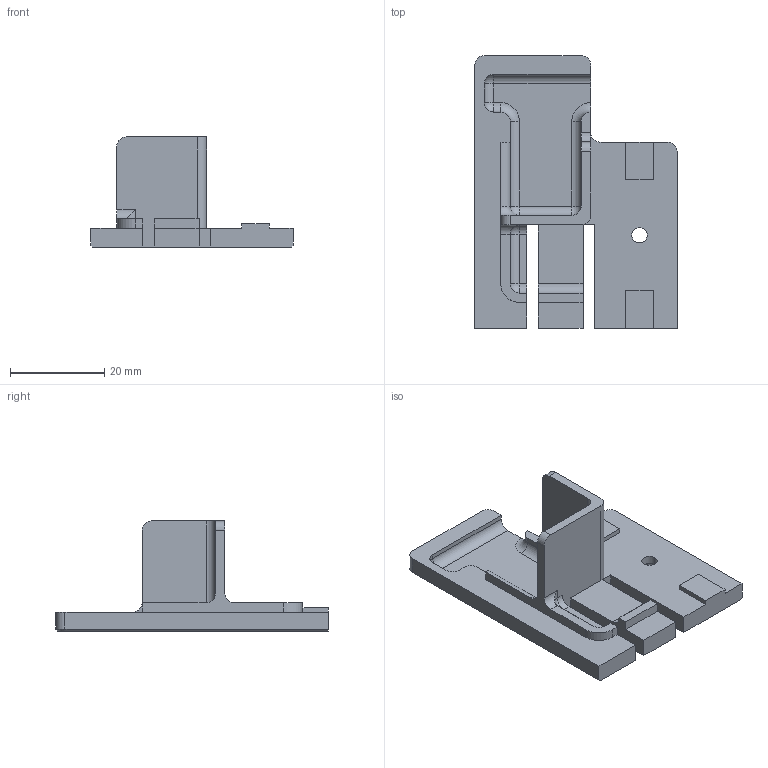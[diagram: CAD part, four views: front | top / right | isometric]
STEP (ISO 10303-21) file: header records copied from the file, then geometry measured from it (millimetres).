
FILE_DESCRIPTION (( 'STEP AP214' ), '1' );
FILE_NAME ('Bottom_Corner_A_1.STEP', '2023-01-07T07:18:47', ( '' ), ( '' ), 'SwSTEP 2.0', 'SolidWorks 2023', '' );
FILE_SCHEMA (( 'AUTOMOTIVE_DESIGN' ));
Length unit declared in the file: millimetre
Products named in the file (1): Bottom_Corner_A_1
Bounding box: 43 x 58 x 23.4 mm (x, y, z)
Volume: 8265.5 mm3; surface area: 6993.8 mm2
Topology: 1 solids, 1 shells, 107 faces, 280 edges, 169 vertices
Faces by surface type: plane 62, cylinder 32, sphere 6, cone 4, torus 3
Entity records: 3225 total; most frequent: DIRECTION 567, CARTESIAN_POINT 554, ORIENTED_EDGE 548, EDGE_CURVE 274, LINE 195, VECTOR 195, AXIS2_PLACEMENT_3D 186, VERTEX_POINT 169
